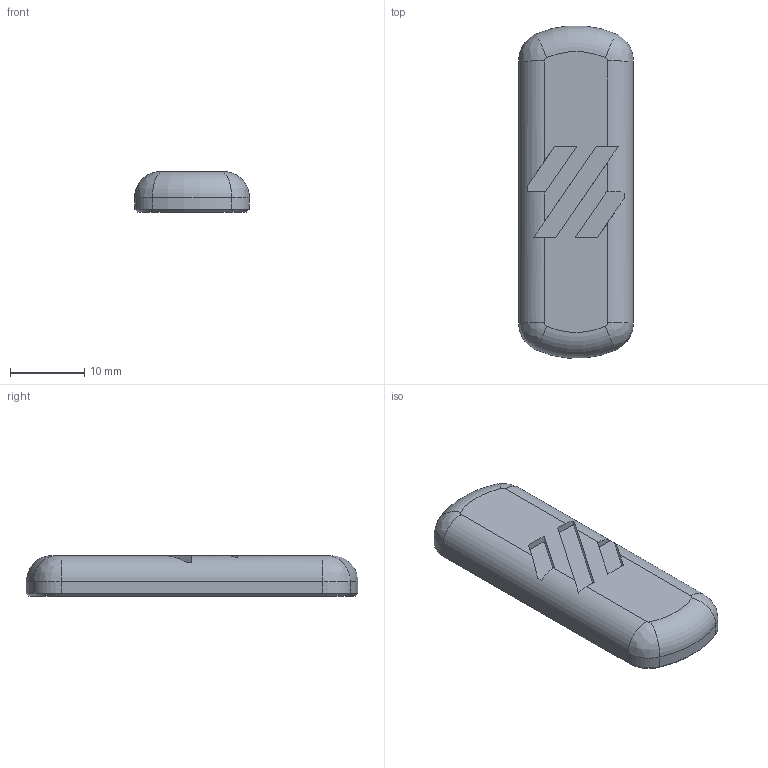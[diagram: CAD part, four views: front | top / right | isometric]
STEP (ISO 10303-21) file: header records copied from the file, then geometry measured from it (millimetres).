
FILE_DESCRIPTION(/* description */ (''),/* implementation_level */ '2;1');
FILE_NAME(/* name */ 'Cover_Round.stp',/* time_stamp */ '2021-09-27T02:43:55+02:00',/* author */ ('Rama'),/* organization */ (''),/* preprocessor_version */ 'ST-DEVELOPER v18.1',/* originating_system */ 'Autodesk Inventor 2022',/* authorisation */ '');
FILE_SCHEMA (('AUTOMOTIVE_DESIGN { 1 0 10303 214 3 1 1 }'));
Length unit declared in the file: millimetre
Products named in the file (1): Cover_Round
Bounding box: 15.5 x 44.82 x 5.5 mm (x, y, z)
Volume: 2895 mm3; surface area: 2065.4 mm2
Topology: 1 solids, 1 shells, 58 faces, 135 edges, 84 vertices
Faces by surface type: plane 31, cylinder 14, cone 7, bspline 4, torus 2
Full cylindrical faces by diameter (mm): 5.8 x1, 6.05 x1, 6.5 x2, 7.5 x2
Entity records: 1722 total; most frequent: CARTESIAN_POINT 310, DIRECTION 301, ORIENTED_EDGE 270, EDGE_CURVE 135, AXIS2_PLACEMENT_3D 111, VERTEX_POINT 84, LINE 79, VECTOR 79
